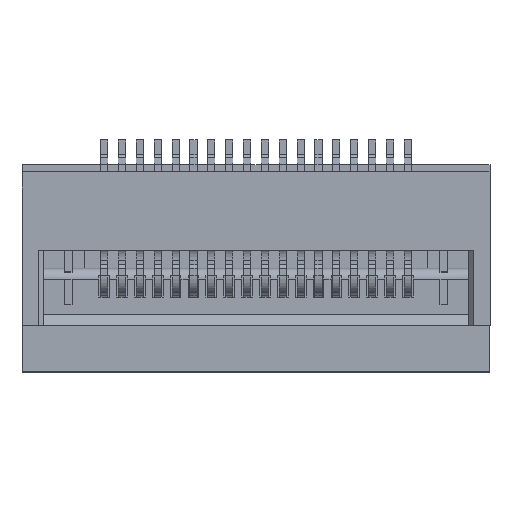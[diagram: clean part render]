
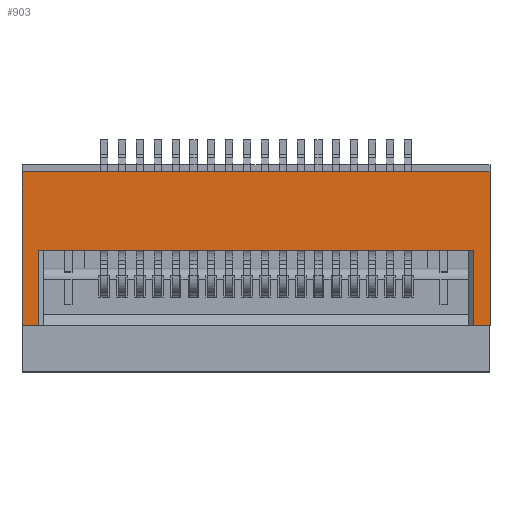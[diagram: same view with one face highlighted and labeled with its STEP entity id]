
A CAD part, top view. The second image highlights one B-rep face of the part: STEP entity #903.
In plain terms, the highlighted planar face has unit normal (0, 0, 1).
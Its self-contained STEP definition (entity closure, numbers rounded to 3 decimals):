
#903 = ADVANCED_FACE( '', ( #1863 ), #1864, .T. );
#1863 = FACE_OUTER_BOUND( '', #2966, .T. );
#1864 = PLANE( '', #2967 );
#2966 = EDGE_LOOP( '', ( #5070, #5071, #5072, #5073, #5074, #5075, #5076, #5077 ) );
#2967 = AXIS2_PLACEMENT_3D( '', #5078, #5079, #5080 );
#5070 = ORIENTED_EDGE( '', *, *, #8450, .T. );
#5071 = ORIENTED_EDGE( '', *, *, #8072, .F. );
#5072 = ORIENTED_EDGE( '', *, *, #8358, .F. );
#5073 = ORIENTED_EDGE( '', *, *, #8451, .F. );
#5074 = ORIENTED_EDGE( '', *, *, #7904, .T. );
#5075 = ORIENTED_EDGE( '', *, *, #8452, .T. );
#5076 = ORIENTED_EDGE( '', *, *, #8453, .T. );
#5077 = ORIENTED_EDGE( '', *, *, #8400, .F. );
#5078 = CARTESIAN_POINT( '', ( 6.55, -2.25, 1.1 ) );
#5079 = DIRECTION( '', ( 0., 0., 1. ) );
#5080 = DIRECTION( '', ( 1., 0., 0. ) );
#7904 = EDGE_CURVE( '', #9761, #9758, #9762, .T. );
#8072 = EDGE_CURVE( '', #10038, #10039, #10040, .T. );
#8358 = EDGE_CURVE( '', #10502, #10038, #10504, .T. );
#8400 = EDGE_CURVE( '', #10566, #10568, #10569, .T. );
#8450 = EDGE_CURVE( '', #10566, #10039, #10645, .T. );
#8451 = EDGE_CURVE( '', #9761, #10502, #10646, .T. );
#8452 = EDGE_CURVE( '', #9758, #10647, #10648, .T. );
#8453 = EDGE_CURVE( '', #10647, #10568, #10649, .T. );
#9758 = VERTEX_POINT( '', #12425 );
#9761 = VERTEX_POINT( '', #12429 );
#9762 = LINE( '', #12430, #12431 );
#10038 = VERTEX_POINT( '', #12811 );
#10039 = VERTEX_POINT( '', #12812 );
#10040 = LINE( '', #12813, #12814 );
#10502 = VERTEX_POINT( '', #13492 );
#10504 = LINE( '', #13495, #13496 );
#10566 = VERTEX_POINT( '', #13585 );
#10568 = VERTEX_POINT( '', #13588 );
#10569 = LINE( '', #13589, #13590 );
#10645 = LINE( '', #13700, #13701 );
#10646 = LINE( '', #13702, #13703 );
#10647 = VERTEX_POINT( '', #13704 );
#10648 = LINE( '', #13705, #13706 );
#10649 = LINE( '', #13707, #13708 );
#12425 = CARTESIAN_POINT( '', ( -6.1, -0.15, 1.1 ) );
#12429 = CARTESIAN_POINT( '', ( -6.1, -2.25, 1.1 ) );
#12430 = CARTESIAN_POINT( '', ( -6.1, -2.25, 1.1 ) );
#12431 = VECTOR( '', #15452, 1000. );
#12811 = CARTESIAN_POINT( '', ( -6.55, 2.05, 1.1 ) );
#12812 = CARTESIAN_POINT( '', ( 6.55, 2.05, 1.1 ) );
#12813 = CARTESIAN_POINT( '', ( -7.475, 2.05, 1.1 ) );
#12814 = VECTOR( '', #15677, 1000. );
#13492 = CARTESIAN_POINT( '', ( -6.55, -2.25, 1.1 ) );
#13495 = CARTESIAN_POINT( '', ( -6.55, -2.25, 1.1 ) );
#13496 = VECTOR( '', #15958, 1000. );
#13585 = CARTESIAN_POINT( '', ( 6.55, -2.25, 1.1 ) );
#13588 = CARTESIAN_POINT( '', ( 6.1, -2.25, 1.1 ) );
#13589 = CARTESIAN_POINT( '', ( 6.55, -2.25, 1.1 ) );
#13590 = VECTOR( '', #15996, 1000. );
#13700 = CARTESIAN_POINT( '', ( 6.55, -2.25, 1.1 ) );
#13701 = VECTOR( '', #16040, 1000. );
#13702 = CARTESIAN_POINT( '', ( 6.55, -2.25, 1.1 ) );
#13703 = VECTOR( '', #16041, 1000. );
#13704 = CARTESIAN_POINT( '', ( 6.1, -0.15, 1.1 ) );
#13705 = CARTESIAN_POINT( '', ( 4.8, -0.15, 1.1 ) );
#13706 = VECTOR( '', #16042, 1000. );
#13707 = CARTESIAN_POINT( '', ( 6.1, -2.25, 1.1 ) );
#13708 = VECTOR( '', #16043, 1000. );
#15452 = DIRECTION( '', ( 0., 1., 0. ) );
#15677 = DIRECTION( '', ( 1., 0., 0. ) );
#15958 = DIRECTION( '', ( 0., 1., 0. ) );
#15996 = DIRECTION( '', ( -1., 0., 0. ) );
#16040 = DIRECTION( '', ( 0., 1., 0. ) );
#16041 = DIRECTION( '', ( -1., 0., 0. ) );
#16042 = DIRECTION( '', ( 1., 0., 0. ) );
#16043 = DIRECTION( '', ( 0., -1., 0. ) );
